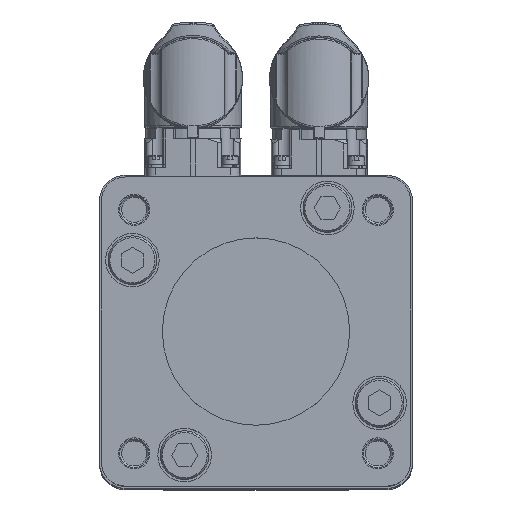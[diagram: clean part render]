
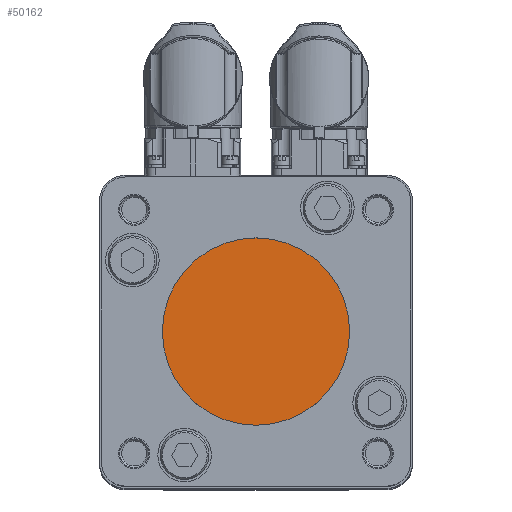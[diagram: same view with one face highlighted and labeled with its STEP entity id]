
A CAD part, top view. The second image highlights one B-rep face of the part: STEP entity #50162.
In plain terms, the highlighted planar face has unit normal (0, 0, 1).
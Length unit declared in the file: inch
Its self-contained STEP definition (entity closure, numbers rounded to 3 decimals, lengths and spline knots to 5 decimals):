
#2895 = AXIS2_PLACEMENT_3D ( 'NONE', #56313, #63265, #6566 ) ;
#6566 = DIRECTION ( 'NONE',  ( 1., 0., 0. ) ) ;
#11786 = FACE_OUTER_BOUND ( 'NONE', #39193, .T. ) ;
#13171 = DIRECTION ( 'NONE',  ( 0., 0., 1. ) ) ;
#26363 = AXIS2_PLACEMENT_3D ( 'NONE', #68493, #13171, #54522 ) ;
#27067 = CARTESIAN_POINT ( 'NONE',  ( 0.98425, 0., 3.792 ) ) ;
#32522 = CIRCLE ( 'NONE', #2895, 0.98425 ) ;
#39193 = EDGE_LOOP ( 'NONE', ( #65189 ) ) ;
#40133 = PLANE ( 'NONE',  #26363 ) ;
#50162 = ADVANCED_FACE ( 'NONE', ( #11786 ), #40133, .T. ) ;
#54522 = DIRECTION ( 'NONE',  ( 1., 0., 0. ) ) ;
#55773 = EDGE_CURVE ( 'NONE', #56788, #56788, #32522, .T. ) ;
#56313 = CARTESIAN_POINT ( 'NONE',  ( 0., 0., 3.792 ) ) ;
#56788 = VERTEX_POINT ( 'NONE', #27067 ) ;
#63265 = DIRECTION ( 'NONE',  ( 0., 0., 1. ) ) ;
#65189 = ORIENTED_EDGE ( 'NONE', *, *, #55773, .T. ) ;
#68493 = CARTESIAN_POINT ( 'NONE',  ( 0., 0., 3.792 ) ) ;
